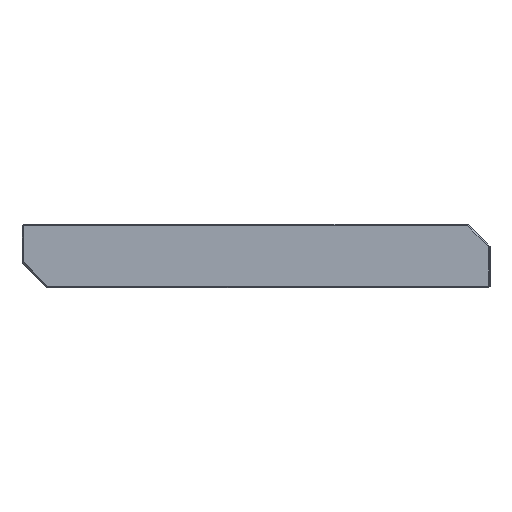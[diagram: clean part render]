
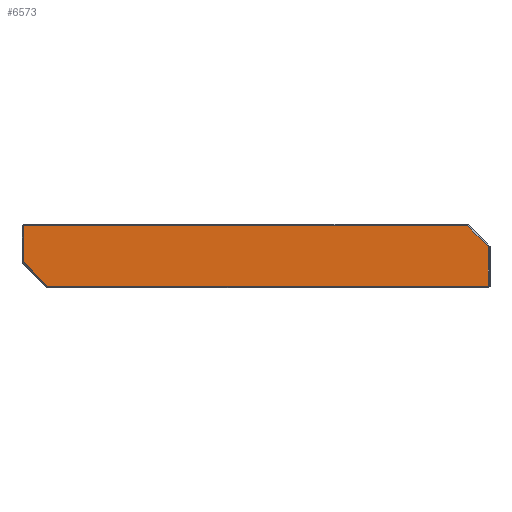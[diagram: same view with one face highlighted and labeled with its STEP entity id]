
A CAD part, left-side view. The second image highlights one B-rep face of the part: STEP entity #6573.
In plain terms, the highlighted planar face has unit normal (-1, 0, 0).
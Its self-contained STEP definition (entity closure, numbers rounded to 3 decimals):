
#131=PLANE('',#7030);
#394=FACE_OUTER_BOUND('',#777,.T.);
#777=EDGE_LOOP('',(#4917,#4918,#4919,#4920,#4921,#4922));
#1686=LINE('',#12215,#2238);
#1692=LINE('',#12228,#2244);
#1696=LINE('',#12235,#2248);
#1699=LINE('',#12240,#2251);
#1702=LINE('',#12246,#2254);
#1709=LINE('',#12258,#2261);
#2238=VECTOR('',#8063,10.);
#2244=VECTOR('',#8073,10.);
#2248=VECTOR('',#8081,10.);
#2251=VECTOR('',#8086,10.);
#2254=VECTOR('',#8091,10.);
#2261=VECTOR('',#8104,10.);
#2899=VERTEX_POINT('',#12199);
#2904=VERTEX_POINT('',#12214);
#2905=VERTEX_POINT('',#12218);
#2909=VERTEX_POINT('',#12227);
#2910=VERTEX_POINT('',#12234);
#2913=VERTEX_POINT('',#12245);
#3663=EDGE_CURVE('',#2899,#2904,#1686,.T.);
#3669=EDGE_CURVE('',#2905,#2909,#1692,.T.);
#3673=EDGE_CURVE('',#2910,#2905,#1696,.T.);
#3676=EDGE_CURVE('',#2904,#2910,#1699,.T.);
#3679=EDGE_CURVE('',#2909,#2913,#1702,.T.);
#3686=EDGE_CURVE('',#2913,#2899,#1709,.T.);
#4917=ORIENTED_EDGE('',*,*,#3669,.F.);
#4918=ORIENTED_EDGE('',*,*,#3673,.F.);
#4919=ORIENTED_EDGE('',*,*,#3676,.F.);
#4920=ORIENTED_EDGE('',*,*,#3663,.F.);
#4921=ORIENTED_EDGE('',*,*,#3686,.F.);
#4922=ORIENTED_EDGE('',*,*,#3679,.F.);
#6573=ADVANCED_FACE('',(#394),#131,.T.);
#7030=AXIS2_PLACEMENT_3D('',#12292,#8140,#8141);
#8063=DIRECTION('',(0.,-1.,0.));
#8073=DIRECTION('',(0.,1.,0.));
#8081=DIRECTION('',(0.,0.,-1.));
#8086=DIRECTION('',(0.,-0.707,-0.707));
#8091=DIRECTION('',(0.,0.699,0.716));
#8104=DIRECTION('',(0.,0.,1.));
#8140=DIRECTION('center_axis',(-1.,0.,0.));
#8141=DIRECTION('ref_axis',(0.,0.,1.));
#12199=CARTESIAN_POINT('',(-10.906,129.533,9.1));
#12214=CARTESIAN_POINT('',(-10.906,-14.463,9.1));
#12215=CARTESIAN_POINT('',(-10.906,89.34,9.1));
#12218=CARTESIAN_POINT('',(-10.906,-21.242,-10.5));
#12227=CARTESIAN_POINT('',(-10.906,121.818,-10.5));
#12228=CARTESIAN_POINT('',(-10.906,92.09,-10.5));
#12234=CARTESIAN_POINT('',(-10.906,-21.242,2.322));
#12235=CARTESIAN_POINT('',(-10.906,-21.242,2.6));
#12240=CARTESIAN_POINT('',(-10.906,16.573,40.137));
#12245=CARTESIAN_POINT('',(-10.906,129.533,-2.596));
#12246=CARTESIAN_POINT('',(-10.906,127.023,-5.168));
#12258=CARTESIAN_POINT('',(-10.906,129.533,2.6));
#12292=CARTESIAN_POINT('Origin',(-10.906,130.033,2.6));
